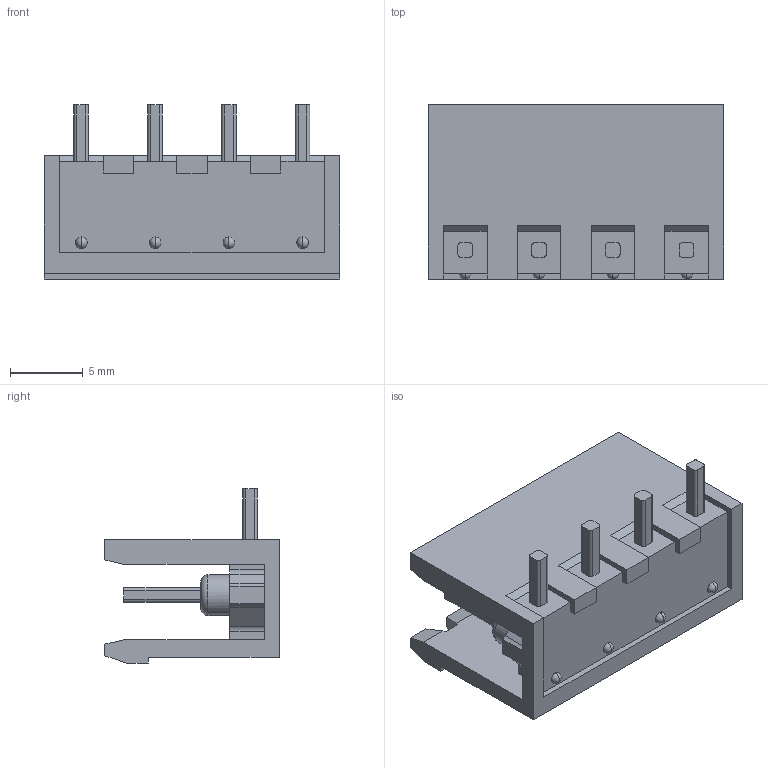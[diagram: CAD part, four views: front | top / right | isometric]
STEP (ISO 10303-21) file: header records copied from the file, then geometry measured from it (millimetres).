
FILE_DESCRIPTION(('STEP AP203'),'1');
FILE_NAME('20020109h041a01lf.stp','2016-03-10T11:45:22',('TraceParts'),('TraceParts S.A.'),'Spatial InterOp 3D',' ',' ');
FILE_SCHEMA(('CONFIG_CONTROL_DESIGN'));
Length unit declared in the file: millimetre
Products named in the file (1): 1
Bounding box: 20.32 x 12 x 11.99 mm (x, y, z)
Volume: 862.4 mm3; surface area: 1681.5 mm2
Topology: 1 solids, 1 shells, 268 faces, 738 edges, 480 vertices
Faces by surface type: plane 164, cylinder 76, torus 16, sphere 8, cone 4
Entity records: 8548 total; most frequent: CARTESIAN_POINT 1529, DIRECTION 1478, ORIENTED_EDGE 1460, EDGE_CURVE 730, LINE 500, VECTOR 500, AXIS2_PLACEMENT_3D 489, VERTEX_POINT 480
